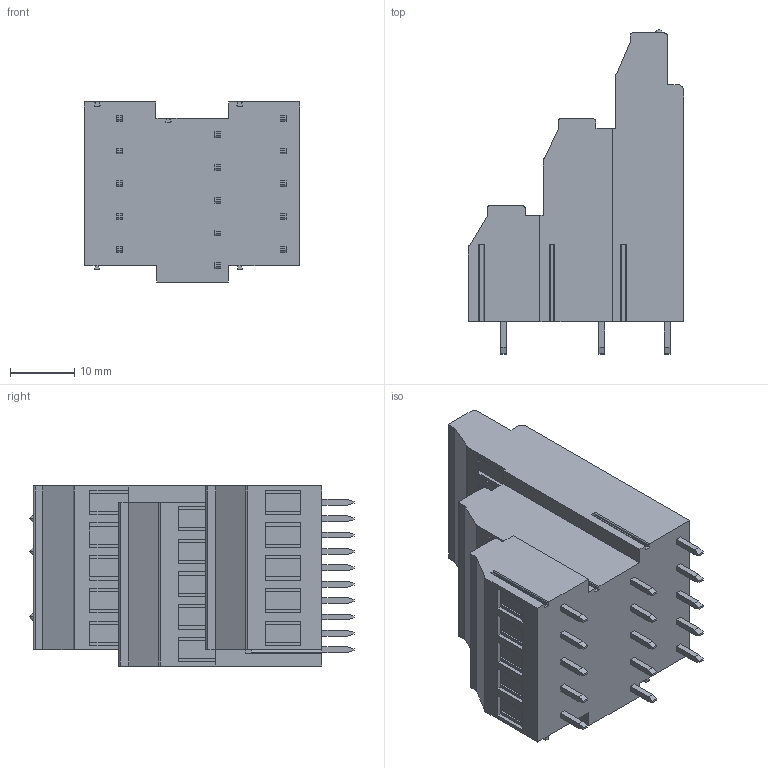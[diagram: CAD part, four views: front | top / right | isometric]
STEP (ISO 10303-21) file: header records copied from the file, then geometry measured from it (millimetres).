
FILE_DESCRIPTION((''),'2;1');
FILE_NAME('TL324VH3-XXP-XS','2025-01-09T17:04:53',('yanfa'),(''),'CREO PARAMETRIC BY PTC INC, 2018100','CREO PARAMETRIC BY PTC INC, 2018100','');
FILE_SCHEMA(('CONFIG_CONTROL_DESIGN','SHAPE_APPEARANCE_LAYERS_GROUPS'));
Length unit declared in the file: millimetre
Products named in the file (1): TL324VH3-XXP-XS
Bounding box: 33.4 x 50.3 x 27.94 mm (x, y, z)
Volume: 23797.9 mm3; surface area: 8070 mm2
Topology: 1 solids, 17 shells, 667 faces, 1761 edges, 1160 vertices
Faces by surface type: plane 545, cylinder 86, torus 30, sphere 6
Entity records: 20597 total; most frequent: CARTESIAN_POINT 3912, ORIENTED_EDGE 3510, DIRECTION 3303, EDGE_CURVE 1755, VECTOR 1421, LINE 1421, VERTEX_POINT 1160, AXIS2_PLACEMENT_3D 941
